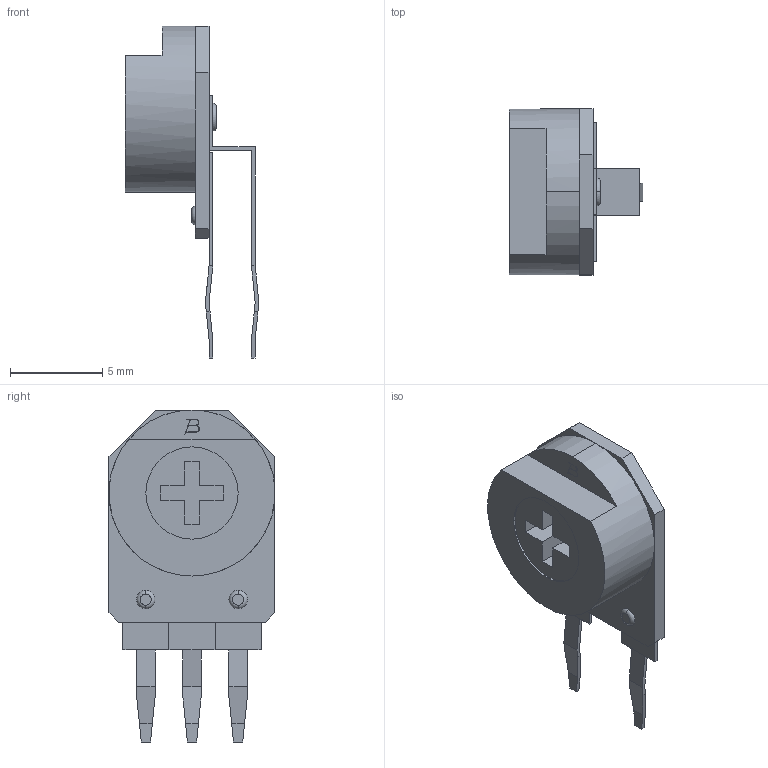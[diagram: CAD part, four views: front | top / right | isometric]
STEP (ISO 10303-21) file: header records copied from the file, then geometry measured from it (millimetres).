
FILE_DESCRIPTION(('FreeCAD Model'),'2;1');
FILE_NAME('3319W-1_trimpot.step','2016-04-14T16:54:23',( 'Author'),(''),'Open CASCADE STEP processor 6.8','FreeCAD','Unknown' );
FILE_SCHEMA(('AUTOMOTIVE_DESIGN_CC2 { 1 2 10303 214 -1 1 5 4 }'));
Length unit declared in the file: millimetre
Products named in the file (2): ASSEMBLY; 3319W-1_trimpot
Assembly tree (1 placements, depth 2):
  ASSEMBLY
    3319W-1_trimpot
Bounding box: 7.25 x 9 x 18 mm (x, y, z)
Volume: 303.6 mm3; surface area: 459.4 mm2
Topology: 1 solids, 1 shells, 121 faces, 314 edges, 204 vertices
Faces by surface type: plane 107, cylinder 8, torus 6
Entity records: 10011 total; most frequent: CARTESIAN_POINT 2853, DIRECTION 1148, LINE 810, VECTOR 810, ORIENTED_EDGE 628, PCURVE 628, DEFINITIONAL_REPRESENTATION 628, EDGE_CURVE 314
